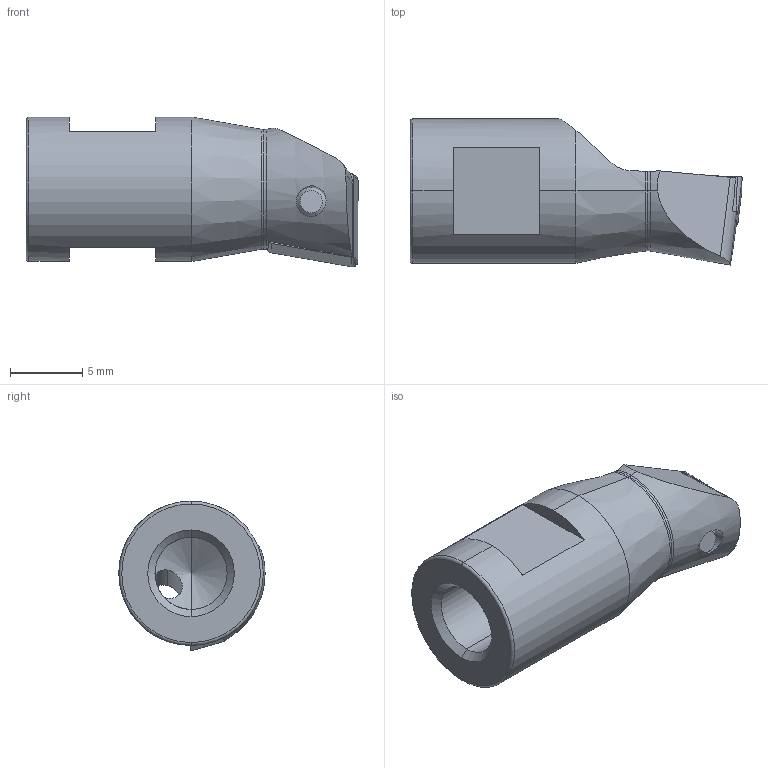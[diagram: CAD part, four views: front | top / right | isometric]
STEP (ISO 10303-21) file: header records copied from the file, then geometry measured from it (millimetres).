
FILE_DESCRIPTION (( 'STEP AP203' ), '1' );
FILE_NAME ('HS6-A11.K11.023.STEP', '2017-02-15T10:14:16', ( 'SWIAdmin' ), ( 'Hewlett-Packard Company' ), 'SwSTEP 2.0', 'SolidWorks 2015', '' );
FILE_SCHEMA (( 'CONFIG_CONTROL_DESIGN' ));
Length unit declared in the file: millimetre
Products named in the file (4): CCMT060204; HS6-A11.K11.023_A; WCA-ER2.001.005_A; HS6-A11.K11.023
Assembly tree (3 placements, depth 2):
  HS6-A11.K11.023
    HS6-A11.K11.023_A
    WCA-ER2.001.005_A
    CCMT060204
Bounding box: 23 x 10.13 x 10.38 mm (x, y, z)
Volume: 1061.4 mm3; surface area: 1149 mm2
Topology: 3 solids, 3 shells, 139 faces, 351 edges, 215 vertices
Faces by surface type: cylinder 40, plane 39, cone 30, torus 16, bspline 12, sphere 2
Entity records: 4900 total; most frequent: CARTESIAN_POINT 1316, ORIENTED_EDGE 694, DIRECTION 650, EDGE_CURVE 347, AXIS2_PLACEMENT_3D 261, VERTEX_POINT 215, EDGE_LOOP 146, FACE_OUTER_BOUND 139
